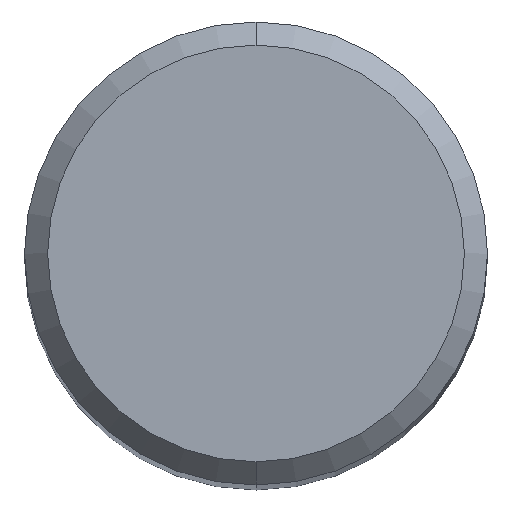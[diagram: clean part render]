
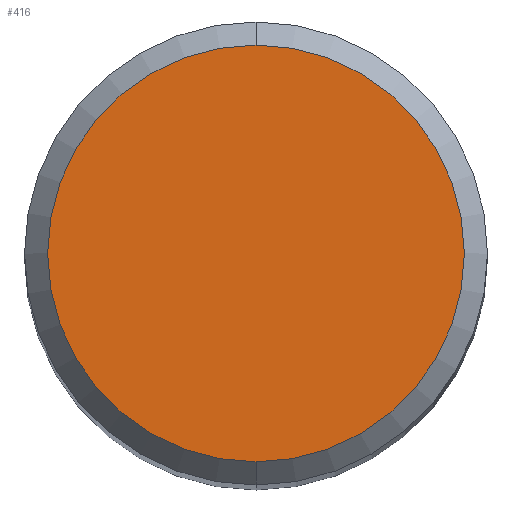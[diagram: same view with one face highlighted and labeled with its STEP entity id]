
A CAD part, top view. The second image highlights one B-rep face of the part: STEP entity #416.
In plain terms, the highlighted planar face has unit normal (0, 0, 1).
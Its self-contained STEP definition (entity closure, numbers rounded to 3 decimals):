
#380=VERTEX_POINT('',#973);
#416=ADVANCED_FACE('',(#1011),#1012,.T.);
#482=VERTEX_POINT('',#1083);
#512=EDGE_CURVE('',#482,#380,#1115,.T.);
#558=EDGE_CURVE('',#380,#482,#1165,.T.);
#973=CARTESIAN_POINT('',(0.0,4.5,0.0));
#1011=FACE_OUTER_BOUND('',#3092,.T.);
#1012=PLANE('',#3093);
#1083=CARTESIAN_POINT('',(0.,-4.5,0.0));
#1115=CIRCLE('',#4401,4.5);
#1165=CIRCLE('',#4670,4.5);
#3092=EDGE_LOOP('',(#7818,#7819));
#3093=AXIS2_PLACEMENT_3D('',#7820,#7821,#7822);
#4401=AXIS2_PLACEMENT_3D('',#7921,#7922,#7923);
#4670=AXIS2_PLACEMENT_3D('',#7985,#7986,#7987);
#7818=ORIENTED_EDGE('',*,*,#558,.F.);
#7819=ORIENTED_EDGE('',*,*,#512,.F.);
#7820=CARTESIAN_POINT('',(0.0,2.25,0.0));
#7821=DIRECTION('',(-0.0,0.0,1.0));
#7822=DIRECTION('',(0.0,-1.0,0.0));
#7921=CARTESIAN_POINT('',(0.0,0.0,0.0));
#7922=DIRECTION('',(0.0,0.0,-1.0));
#7923=DIRECTION('',(0.0,1.0,0.0));
#7985=CARTESIAN_POINT('',(0.0,0.0,0.0));
#7986=DIRECTION('',(0.0,0.0,-1.0));
#7987=DIRECTION('',(0.0,1.0,0.0));
